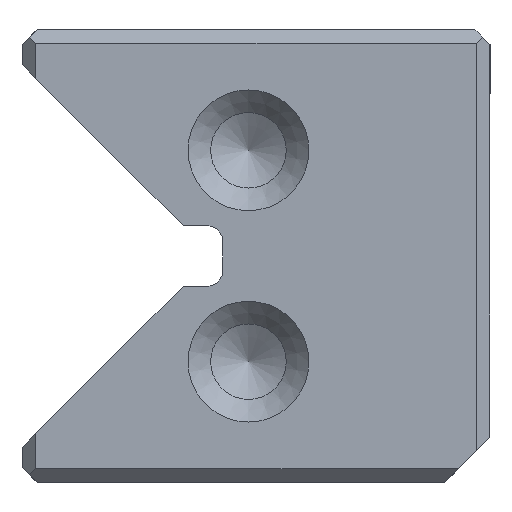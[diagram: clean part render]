
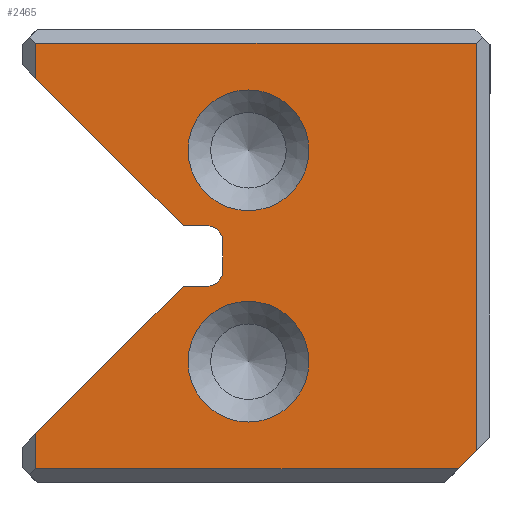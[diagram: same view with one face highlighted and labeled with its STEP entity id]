
A CAD part, left-side view. The second image highlights one B-rep face of the part: STEP entity #2465.
In plain terms, the highlighted planar face has unit normal (-1, 0, 0).
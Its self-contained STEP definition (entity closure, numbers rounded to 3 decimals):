
#2465=ADVANCED_FACE('',(#3371,#3372,#3373),#2844,.T.);
#2844=PLANE('',#8754);
#3088=CIRCLE('',#8750,2.);
#3089=CIRCLE('',#8751,2.);
#3090=CIRCLE('',#8752,0.5);
#3091=CIRCLE('',#8753,0.5);
#3371=FACE_BOUND('',#3563,.T.);
#3372=FACE_BOUND('',#3564,.T.);
#3373=FACE_BOUND('',#3565,.T.);
#3563=EDGE_LOOP('',(#4261));
#3564=EDGE_LOOP('',(#4262));
#3565=EDGE_LOOP('',(#4263,#4264,#4265,#4266,#4267,#4268,#4269,#4270,#4271,
#4272,#4273,#4274,#4275));
#4261=ORIENTED_EDGE('',*,*,#6737,.T.);
#4262=ORIENTED_EDGE('',*,*,#6738,.F.);
#4263=ORIENTED_EDGE('',*,*,#6739,.T.);
#4264=ORIENTED_EDGE('',*,*,#6740,.T.);
#4265=ORIENTED_EDGE('',*,*,#6741,.F.);
#4266=ORIENTED_EDGE('',*,*,#6742,.F.);
#4267=ORIENTED_EDGE('',*,*,#6743,.T.);
#4268=ORIENTED_EDGE('',*,*,#6744,.T.);
#4269=ORIENTED_EDGE('',*,*,#6745,.T.);
#4270=ORIENTED_EDGE('',*,*,#6746,.T.);
#4271=ORIENTED_EDGE('',*,*,#6747,.F.);
#4272=ORIENTED_EDGE('',*,*,#6748,.T.);
#4273=ORIENTED_EDGE('',*,*,#6749,.T.);
#4274=ORIENTED_EDGE('',*,*,#6750,.T.);
#4275=ORIENTED_EDGE('',*,*,#6751,.T.);
#6097=VERTEX_POINT('',#11219);
#6098=VERTEX_POINT('',#11221);
#6099=VERTEX_POINT('',#11223);
#6100=VERTEX_POINT('',#11224);
#6101=VERTEX_POINT('',#11226);
#6102=VERTEX_POINT('',#11228);
#6103=VERTEX_POINT('',#11230);
#6104=VERTEX_POINT('',#11232);
#6105=VERTEX_POINT('',#11234);
#6106=VERTEX_POINT('',#11236);
#6107=VERTEX_POINT('',#11238);
#6108=VERTEX_POINT('',#11240);
#6109=VERTEX_POINT('',#11242);
#6110=VERTEX_POINT('',#11244);
#6111=VERTEX_POINT('',#11246);
#6737=EDGE_CURVE('',#6097,#6097,#3088,.T.);
#6738=EDGE_CURVE('',#6098,#6098,#3089,.T.);
#6739=EDGE_CURVE('',#6099,#6100,#7569,.T.);
#6740=EDGE_CURVE('',#6100,#6101,#7570,.T.);
#6741=EDGE_CURVE('',#6102,#6101,#7571,.T.);
#6742=EDGE_CURVE('',#6103,#6102,#7572,.T.);
#6743=EDGE_CURVE('',#6103,#6104,#3090,.T.);
#6744=EDGE_CURVE('',#6104,#6105,#7573,.T.);
#6745=EDGE_CURVE('',#6105,#6106,#3091,.T.);
#6746=EDGE_CURVE('',#6106,#6107,#7574,.T.);
#6747=EDGE_CURVE('',#6108,#6107,#7575,.T.);
#6748=EDGE_CURVE('',#6108,#6109,#7576,.T.);
#6749=EDGE_CURVE('',#6109,#6110,#7577,.T.);
#6750=EDGE_CURVE('',#6110,#6111,#7578,.T.);
#6751=EDGE_CURVE('',#6111,#6099,#7579,.T.);
#7569=LINE('',#11222,#8231);
#7570=LINE('',#11225,#8232);
#7571=LINE('',#11227,#8233);
#7572=LINE('',#11229,#8234);
#7573=LINE('',#11233,#8235);
#7574=LINE('',#11237,#8236);
#7575=LINE('',#11239,#8237);
#7576=LINE('',#11241,#8238);
#7577=LINE('',#11243,#8239);
#7578=LINE('',#11245,#8240);
#7579=LINE('',#11247,#8241);
#8231=VECTOR('',#9287,1.);
#8232=VECTOR('',#9288,1.);
#8233=VECTOR('',#9289,1.);
#8234=VECTOR('',#9290,1.);
#8235=VECTOR('',#9293,1.);
#8236=VECTOR('',#9296,1.);
#8237=VECTOR('',#9297,1.);
#8238=VECTOR('',#9298,1.);
#8239=VECTOR('',#9299,1.);
#8240=VECTOR('',#9300,1.);
#8241=VECTOR('',#9301,1.);
#8750=AXIS2_PLACEMENT_3D('',#11218,#9283,#9284);
#8751=AXIS2_PLACEMENT_3D('',#11220,#9285,#9286);
#8752=AXIS2_PLACEMENT_3D('',#11231,#9291,#9292);
#8753=AXIS2_PLACEMENT_3D('',#11235,#9294,#9295);
#8754=AXIS2_PLACEMENT_3D('',#11248,#9302,#9303);
#9283=DIRECTION('',(1.,0.,0.));
#9284=DIRECTION('',(0.,0.,-1.));
#9285=DIRECTION('',(-1.,0.,0.));
#9286=DIRECTION('',(0.,0.,1.));
#9287=DIRECTION('',(0.,1.,0.));
#9288=DIRECTION('',(0.,0.,-1.));
#9289=DIRECTION('',(0.,0.707,0.707));
#9290=DIRECTION('',(0.,1.,0.));
#9291=DIRECTION('',(1.,0.,0.));
#9292=DIRECTION('',(0.,0.,1.));
#9293=DIRECTION('',(0.,0.,-1.));
#9294=DIRECTION('',(1.,0.,0.));
#9295=DIRECTION('',(0.,0.,1.));
#9296=DIRECTION('',(0.,1.,0.));
#9297=DIRECTION('',(0.,-0.707,0.707));
#9298=DIRECTION('',(0.,0.,-1.));
#9299=DIRECTION('',(0.,-1.,0.));
#9300=DIRECTION('',(0.,-0.707,0.707));
#9301=DIRECTION('',(0.,0.,1.));
#9302=DIRECTION('',(-1.,0.,0.));
#9303=DIRECTION('',(0.,0.,-1.));
#11218=CARTESIAN_POINT('',(0.,8.,4.));
#11219=CARTESIAN_POINT('',(0.,8.,2.));
#11220=CARTESIAN_POINT('',(0.,8.,11.));
#11221=CARTESIAN_POINT('',(0.,8.,13.));
#11222=CARTESIAN_POINT('',(0.,7.75,14.55));
#11223=CARTESIAN_POINT('',(0.,0.45,14.55));
#11224=CARTESIAN_POINT('',(0.,15.05,14.55));
#11225=CARTESIAN_POINT('',(0.,15.05,0.));
#11226=CARTESIAN_POINT('',(0.,15.05,13.385));
#11227=CARTESIAN_POINT('',(0.,9.165,7.5));
#11228=CARTESIAN_POINT('',(0.,10.165,8.5));
#11229=CARTESIAN_POINT('',(0.,8.85,8.5));
#11230=CARTESIAN_POINT('',(0.,9.35,8.5));
#11231=CARTESIAN_POINT('',(0.,9.35,8.));
#11232=CARTESIAN_POINT('',(0.,8.85,8.));
#11233=CARTESIAN_POINT('',(0.,8.85,8.5));
#11234=CARTESIAN_POINT('',(0.,8.85,7.));
#11235=CARTESIAN_POINT('',(0.,9.35,7.));
#11236=CARTESIAN_POINT('',(0.,9.35,6.5));
#11237=CARTESIAN_POINT('',(0.,8.85,6.5));
#11238=CARTESIAN_POINT('',(0.,10.165,6.5));
#11239=CARTESIAN_POINT('',(0.,17.65,-0.985));
#11240=CARTESIAN_POINT('',(0.,15.05,1.615));
#11241=CARTESIAN_POINT('',(0.,15.05,0.));
#11242=CARTESIAN_POINT('',(0.,15.05,0.45));
#11243=CARTESIAN_POINT('',(0.,7.75,0.45));
#11244=CARTESIAN_POINT('',(0.,1.05,0.45));
#11245=CARTESIAN_POINT('',(0.,4.625,-3.125));
#11246=CARTESIAN_POINT('',(0.,0.45,1.05));
#11247=CARTESIAN_POINT('',(0.,0.45,0.));
#11248=CARTESIAN_POINT('',(0.,7.75,0.));
